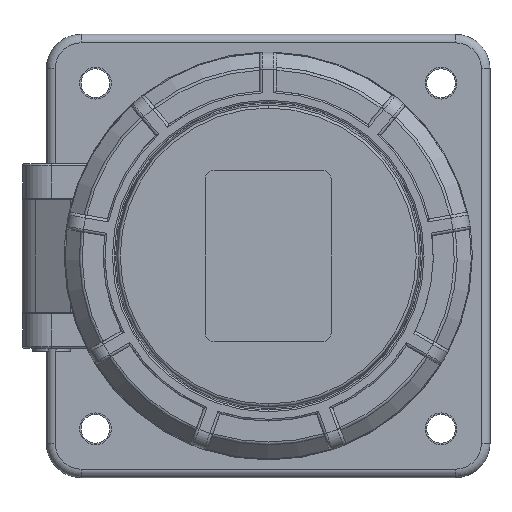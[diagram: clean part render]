
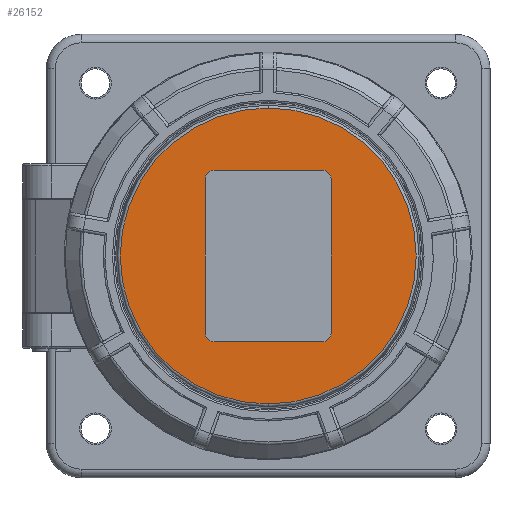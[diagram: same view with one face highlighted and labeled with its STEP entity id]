
A CAD part, front view. The second image highlights one B-rep face of the part: STEP entity #26152.
In plain terms, the highlighted planar face has unit normal (0, -1, 0).
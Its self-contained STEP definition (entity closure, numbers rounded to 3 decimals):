
#21057=DIRECTION('',(-1.,0.,0.));
#21058=VECTOR('',#21057,18.8);
#21059=CARTESIAN_POINT('',(9.4,-10.9,14.9));
#21060=LINE('',#21059,#21058);
#21061=DIRECTION('',(0.,0.,-1.));
#21062=VECTOR('',#21061,26.8);
#21063=CARTESIAN_POINT('',(-10.9,-10.9,13.4));
#21064=LINE('',#21063,#21062);
#21065=DIRECTION('',(1.,0.,0.));
#21066=VECTOR('',#21065,18.8);
#21067=CARTESIAN_POINT('',(-9.4,-10.9,-14.9));
#21068=LINE('',#21067,#21066);
#21069=DIRECTION('',(0.,0.,1.));
#21070=VECTOR('',#21069,26.8);
#21071=CARTESIAN_POINT('',(10.9,-10.9,-13.4));
#21072=LINE('',#21071,#21070);
#21073=CARTESIAN_POINT('',(0.,-10.9,0.));
#21074=DIRECTION('',(0.,-1.,0.));
#21075=DIRECTION('',(0.,0.,-1.));
#21076=AXIS2_PLACEMENT_3D('',#21073,#21074,#21075);
#21078=CARTESIAN_POINT('',(0.,-10.9,0.));
#21079=DIRECTION('',(0.,-1.,0.));
#21080=DIRECTION('',(0.,0.,1.));
#21081=AXIS2_PLACEMENT_3D('',#21078,#21079,#21080);
#21091=CARTESIAN_POINT('',(9.4,-10.9,13.4));
#21092=DIRECTION('',(0.,1.,0.));
#21093=DIRECTION('',(0.,0.,1.));
#21094=AXIS2_PLACEMENT_3D('',#21091,#21092,#21093);
#21140=CARTESIAN_POINT('',(9.4,-10.9,-13.4));
#21141=DIRECTION('',(0.,1.,0.));
#21142=DIRECTION('',(1.,0.,0.));
#21143=AXIS2_PLACEMENT_3D('',#21140,#21141,#21142);
#21153=CARTESIAN_POINT('',(-9.4,-10.9,-13.4));
#21154=DIRECTION('',(0.,1.,0.));
#21155=DIRECTION('',(0.,0.,-1.));
#21156=AXIS2_PLACEMENT_3D('',#21153,#21154,#21155);
#21166=CARTESIAN_POINT('',(-9.4,-10.9,13.4));
#21167=DIRECTION('',(0.,1.,0.));
#21168=DIRECTION('',(-1.,0.,0.));
#21169=AXIS2_PLACEMENT_3D('',#21166,#21167,#21168);
#25426=CARTESIAN_POINT('',(9.4,-10.9,14.9));
#25427=VERTEX_POINT('',#25426);
#25428=CARTESIAN_POINT('',(10.9,-10.9,13.4));
#25429=VERTEX_POINT('',#25428);
#25434=CARTESIAN_POINT('',(-10.9,-10.9,13.4));
#25435=VERTEX_POINT('',#25434);
#25436=CARTESIAN_POINT('',(-9.4,-10.9,14.9));
#25437=VERTEX_POINT('',#25436);
#25442=CARTESIAN_POINT('',(-9.4,-10.9,-14.9));
#25443=VERTEX_POINT('',#25442);
#25444=CARTESIAN_POINT('',(-10.9,-10.9,-13.4));
#25445=VERTEX_POINT('',#25444);
#25450=CARTESIAN_POINT('',(10.9,-10.9,-13.4));
#25451=VERTEX_POINT('',#25450);
#25452=CARTESIAN_POINT('',(9.4,-10.9,-14.9));
#25453=VERTEX_POINT('',#25452);
#25812=CARTESIAN_POINT('',(0.,-10.9,-25.693));
#25813=CARTESIAN_POINT('',(0.,-10.9,25.693));
#25814=VERTEX_POINT('',#25812);
#25815=VERTEX_POINT('',#25813);
#26124=CARTESIAN_POINT('',(0.,-10.9,0.));
#26125=DIRECTION('',(0.,-1.,0.));
#26126=DIRECTION('',(0.,0.,-1.));
#26127=AXIS2_PLACEMENT_3D('',#26124,#26125,#26126);
#26128=PLANE('',#26127);
#26129=ORIENTED_EDGE('',*,*,#26114,.F.);
#26131=ORIENTED_EDGE('',*,*,#26130,.F.);
#26132=EDGE_LOOP('',(#26129,#26131));
#26133=FACE_OUTER_BOUND('',#26132,.F.);
#26135=ORIENTED_EDGE('',*,*,#26134,.T.);
#26137=ORIENTED_EDGE('',*,*,#26136,.F.);
#26139=ORIENTED_EDGE('',*,*,#26138,.T.);
#26141=ORIENTED_EDGE('',*,*,#26140,.F.);
#26143=ORIENTED_EDGE('',*,*,#26142,.T.);
#26145=ORIENTED_EDGE('',*,*,#26144,.F.);
#26147=ORIENTED_EDGE('',*,*,#26146,.T.);
#26149=ORIENTED_EDGE('',*,*,#26148,.F.);
#26150=EDGE_LOOP('',(#26135,#26137,#26139,#26141,#26143,#26145,#26147,#26149));
#26151=FACE_BOUND('',#26150,.F.);
#21077=CIRCLE('',#21076,25.693);
#21082=CIRCLE('',#21081,25.693);
#21095=CIRCLE('',#21094,1.5);
#21144=CIRCLE('',#21143,1.5);
#21157=CIRCLE('',#21156,1.5);
#21170=CIRCLE('',#21169,1.5);
#26114=EDGE_CURVE('',#25814,#25815,#21077,.T.);
#26130=EDGE_CURVE('',#25815,#25814,#21082,.T.);
#26134=EDGE_CURVE('',#25427,#25437,#21060,.T.);
#26136=EDGE_CURVE('',#25435,#25437,#21170,.T.);
#26138=EDGE_CURVE('',#25435,#25445,#21064,.T.);
#26140=EDGE_CURVE('',#25443,#25445,#21157,.T.);
#26142=EDGE_CURVE('',#25443,#25453,#21068,.T.);
#26144=EDGE_CURVE('',#25451,#25453,#21144,.T.);
#26146=EDGE_CURVE('',#25451,#25429,#21072,.T.);
#26148=EDGE_CURVE('',#25427,#25429,#21095,.T.);
#26152=ADVANCED_FACE('',(#26133,#26151),#26128,.T.);
